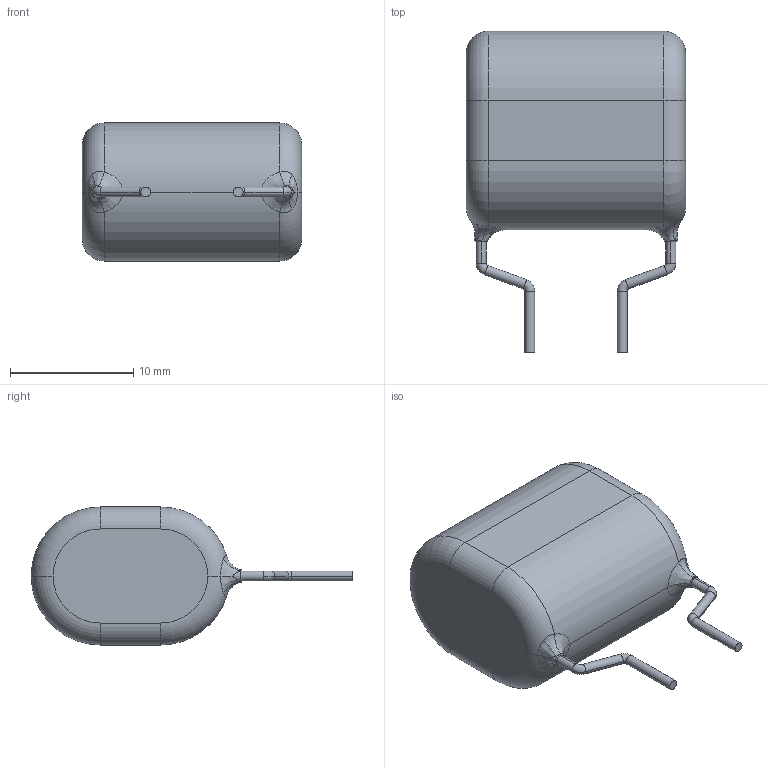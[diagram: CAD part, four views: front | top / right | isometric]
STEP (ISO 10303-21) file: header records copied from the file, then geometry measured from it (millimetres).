
FILE_DESCRIPTION (( 'STEP AP214' ), '1' );
FILE_NAME ('ECWFD2J105PB.STEP', '2021-05-26T12:46:30', ( '' ), ( '' ), 'SwSTEP 2.0', 'SolidWorks 2020', '' );
FILE_SCHEMA (( 'AUTOMOTIVE_DESIGN' ));
Length unit declared in the file: millimetre
Products named in the file (1): ECWFD2J105PB
Bounding box: 17.8 x 26.1 x 11.2 mm (x, y, z)
Volume: 2688.6 mm3; surface area: 1102.4 mm2
Topology: 3 solids, 3 shells, 64 faces, 140 edges, 82 vertices
Faces by surface type: torus 20, cylinder 20, bspline 12, plane 10, cone 2
Entity records: 2214 total; most frequent: CARTESIAN_POINT 795, DIRECTION 304, ORIENTED_EDGE 280, EDGE_CURVE 140, AXIS2_PLACEMENT_3D 139, CIRCLE 86, VERTEX_POINT 82, EDGE_LOOP 64
